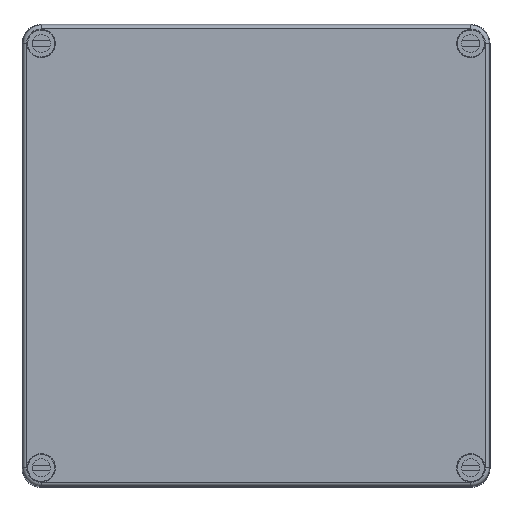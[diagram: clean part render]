
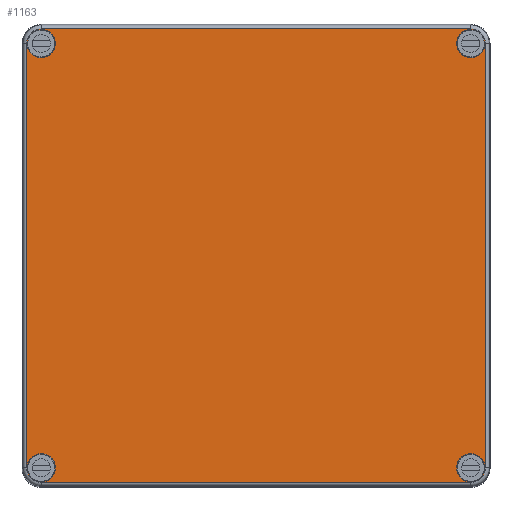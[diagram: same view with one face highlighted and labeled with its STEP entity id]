
A CAD part, top view. The second image highlights one B-rep face of the part: STEP entity #1163.
In plain terms, the highlighted planar face has unit normal (0, 0, 1).
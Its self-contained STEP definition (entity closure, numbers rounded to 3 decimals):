
#1163 = ADVANCED_FACE( '', ( #2818, #2819, #2820, #2821, #2822 ), #2823, .F. );
#2818 = FACE_BOUND( '', #5050, .T. );
#2819 = FACE_BOUND( '', #5051, .T. );
#2820 = FACE_BOUND( '', #5052, .T. );
#2821 = FACE_BOUND( '', #5053, .T. );
#2822 = FACE_OUTER_BOUND( '', #5054, .T. );
#2823 = PLANE( '', #5055 );
#5050 = EDGE_LOOP( '', ( #8268 ) );
#5051 = EDGE_LOOP( '', ( #8269 ) );
#5052 = EDGE_LOOP( '', ( #8270 ) );
#5053 = EDGE_LOOP( '', ( #8271 ) );
#5054 = EDGE_LOOP( '', ( #8272, #8273, #8274, #8275, #8276, #8277, #8278, #8279 ) );
#5055 = AXIS2_PLACEMENT_3D( '', #8280, #8281, #8282 );
#8268 = ORIENTED_EDGE( '', *, *, #13126, .F. );
#8269 = ORIENTED_EDGE( '', *, *, #13127, .F. );
#8270 = ORIENTED_EDGE( '', *, *, #13128, .F. );
#8271 = ORIENTED_EDGE( '', *, *, #13129, .F. );
#8272 = ORIENTED_EDGE( '', *, *, #13130, .T. );
#8273 = ORIENTED_EDGE( '', *, *, #13131, .F. );
#8274 = ORIENTED_EDGE( '', *, *, #12452, .T. );
#8275 = ORIENTED_EDGE( '', *, *, #12911, .T. );
#8276 = ORIENTED_EDGE( '', *, *, #12582, .F. );
#8277 = ORIENTED_EDGE( '', *, *, #13132, .T. );
#8278 = ORIENTED_EDGE( '', *, *, #13133, .F. );
#8279 = ORIENTED_EDGE( '', *, *, #13134, .F. );
#8280 = CARTESIAN_POINT( '', ( -89.173, 82.5, 39. ) );
#8281 = DIRECTION( '', ( 0., 0., -1. ) );
#8282 = DIRECTION( '', ( -1., 0., 0. ) );
#12452 = EDGE_CURVE( '', #14785, #14786, #14787, .T. );
#12582 = EDGE_CURVE( '', #15003, #15005, #15006, .T. );
#12911 = EDGE_CURVE( '', #14786, #15005, #15554, .T. );
#13126 = EDGE_CURVE( '', #15903, #15903, #15904, .T. );
#13127 = EDGE_CURVE( '', #15905, #15905, #15906, .T. );
#13128 = EDGE_CURVE( '', #15907, #15907, #15908, .T. );
#13129 = EDGE_CURVE( '', #15909, #15909, #15910, .T. );
#13130 = EDGE_CURVE( '', #15911, #15912, #15913, .T. );
#13131 = EDGE_CURVE( '', #14785, #15912, #15914, .T. );
#13132 = EDGE_CURVE( '', #15003, #15915, #15916, .T. );
#13133 = EDGE_CURVE( '', #15917, #15915, #15918, .T. );
#13134 = EDGE_CURVE( '', #15911, #15917, #15919, .T. );
#14785 = VERTEX_POINT( '', #18082 );
#14786 = VERTEX_POINT( '', #18083 );
#14787 = CIRCLE( '', #18084, 5.673 );
#15003 = VERTEX_POINT( '', #18371 );
#15005 = VERTEX_POINT( '', #18373 );
#15006 = CIRCLE( '', #18374, 5.673 );
#15554 = LINE( '', #19082, #19083 );
#15903 = VERTEX_POINT( '', #19531 );
#15904 = CIRCLE( '', #19532, 5.5 );
#15905 = VERTEX_POINT( '', #19533 );
#15906 = CIRCLE( '', #19534, 5.5 );
#15907 = VERTEX_POINT( '', #19535 );
#15908 = CIRCLE( '', #19536, 5.5 );
#15909 = VERTEX_POINT( '', #19537 );
#15910 = CIRCLE( '', #19538, 5.5 );
#15911 = VERTEX_POINT( '', #19539 );
#15912 = VERTEX_POINT( '', #19540 );
#15913 = CIRCLE( '', #19541, 5.673 );
#15914 = LINE( '', #19542, #19543 );
#15915 = VERTEX_POINT( '', #19544 );
#15916 = LINE( '', #19545, #19546 );
#15917 = VERTEX_POINT( '', #19547 );
#15918 = CIRCLE( '', #19548, 5.673 );
#15919 = LINE( '', #19549, #19550 );
#18082 = CARTESIAN_POINT( '', ( 89.173, 82.5, 39. ) );
#18083 = CARTESIAN_POINT( '', ( 83.5, 88.173, 39. ) );
#18084 = AXIS2_PLACEMENT_3D( '', #22044, #22045, #22046 );
#18371 = CARTESIAN_POINT( '', ( -89.173, 82.5, 39. ) );
#18373 = CARTESIAN_POINT( '', ( -83.5, 88.173, 39. ) );
#18374 = AXIS2_PLACEMENT_3D( '', #22226, #22227, #22228 );
#19082 = CARTESIAN_POINT( '', ( 83.5, 88.173, 39. ) );
#19083 = VECTOR( '', #22716, 1000. );
#19531 = CARTESIAN_POINT( '', ( -78., -82.5, 39. ) );
#19532 = AXIS2_PLACEMENT_3D( '', #23035, #23036, #23037 );
#19533 = CARTESIAN_POINT( '', ( 89., -82.5, 39. ) );
#19534 = AXIS2_PLACEMENT_3D( '', #23038, #23039, #23040 );
#19535 = CARTESIAN_POINT( '', ( -78., 82.5, 39. ) );
#19536 = AXIS2_PLACEMENT_3D( '', #23041, #23042, #23043 );
#19537 = CARTESIAN_POINT( '', ( 89., 82.5, 39. ) );
#19538 = AXIS2_PLACEMENT_3D( '', #23044, #23045, #23046 );
#19539 = CARTESIAN_POINT( '', ( 83.5, -88.173, 39. ) );
#19540 = CARTESIAN_POINT( '', ( 89.173, -82.5, 39. ) );
#19541 = AXIS2_PLACEMENT_3D( '', #23047, #23048, #23049 );
#19542 = CARTESIAN_POINT( '', ( 89.173, 82.5, 39. ) );
#19543 = VECTOR( '', #23050, 1000. );
#19544 = CARTESIAN_POINT( '', ( -89.173, -82.5, 39. ) );
#19545 = CARTESIAN_POINT( '', ( -89.173, 82.5, 39. ) );
#19546 = VECTOR( '', #23051, 1000. );
#19547 = CARTESIAN_POINT( '', ( -83.5, -88.173, 39. ) );
#19548 = AXIS2_PLACEMENT_3D( '', #23052, #23053, #23054 );
#19549 = CARTESIAN_POINT( '', ( 83.5, -88.173, 39. ) );
#19550 = VECTOR( '', #23055, 1000. );
#22044 = CARTESIAN_POINT( '', ( 83.5, 82.5, 39. ) );
#22045 = DIRECTION( '', ( 0., 0., 1. ) );
#22046 = DIRECTION( '', ( 1., 0., 0. ) );
#22226 = CARTESIAN_POINT( '', ( -83.5, 82.5, 39. ) );
#22227 = DIRECTION( '', ( 0., 0., -1. ) );
#22228 = DIRECTION( '', ( -1., 0., 0. ) );
#22716 = DIRECTION( '', ( -1., 0., 0. ) );
#23035 = CARTESIAN_POINT( '', ( -83.5, -82.5, 39. ) );
#23036 = DIRECTION( '', ( 0., 0., 1. ) );
#23037 = DIRECTION( '', ( 1., 0., 0. ) );
#23038 = CARTESIAN_POINT( '', ( 83.5, -82.5, 39. ) );
#23039 = DIRECTION( '', ( 0., 0., 1. ) );
#23040 = DIRECTION( '', ( 1., 0., 0. ) );
#23041 = CARTESIAN_POINT( '', ( -83.5, 82.5, 39. ) );
#23042 = DIRECTION( '', ( 0., 0., 1. ) );
#23043 = DIRECTION( '', ( 1., 0., 0. ) );
#23044 = CARTESIAN_POINT( '', ( 83.5, 82.5, 39. ) );
#23045 = DIRECTION( '', ( 0., 0., 1. ) );
#23046 = DIRECTION( '', ( 1., 0., 0. ) );
#23047 = CARTESIAN_POINT( '', ( 83.5, -82.5, 39. ) );
#23048 = DIRECTION( '', ( 0., 0., 1. ) );
#23049 = DIRECTION( '', ( 1., 0., 0. ) );
#23050 = DIRECTION( '', ( 0., -1., 0. ) );
#23051 = DIRECTION( '', ( 0., -1., 0. ) );
#23052 = CARTESIAN_POINT( '', ( -83.5, -82.5, 39. ) );
#23053 = DIRECTION( '', ( 0., 0., -1. ) );
#23054 = DIRECTION( '', ( -1., 0., 0. ) );
#23055 = DIRECTION( '', ( -1., 0., 0. ) );
